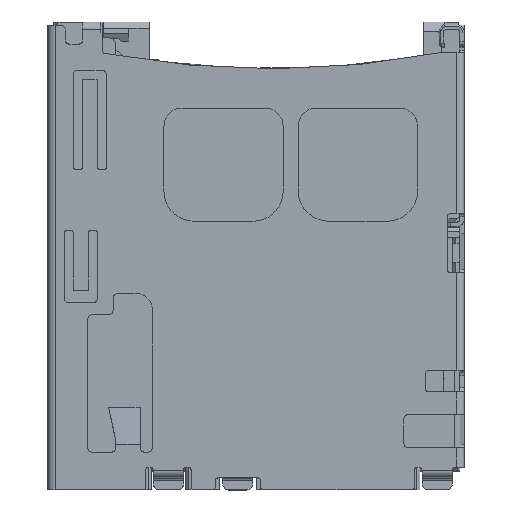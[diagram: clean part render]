
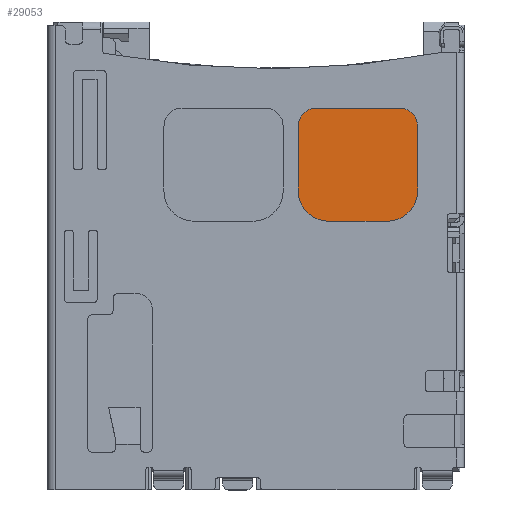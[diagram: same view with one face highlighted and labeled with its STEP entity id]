
A CAD part, top view. The second image highlights one B-rep face of the part: STEP entity #29053.
In plain terms, the highlighted planar face has unit normal (0, 0, 1).
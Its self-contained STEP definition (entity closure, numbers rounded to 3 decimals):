
#28944=CARTESIAN_POINT('',(4.2,0.15,1.65));
#28945=VERTEX_POINT('',#28944);
#28946=CARTESIAN_POINT('',(4.2,-2.0,1.65));
#28947=VERTEX_POINT('',#28946);
#28948=CARTESIAN_POINT('',(4.2,0.15,1.65));
#28949=DIRECTION('',(0.0,-1.0,0.0));
#28950=VECTOR('',#28949,2.15);
#28951=LINE('',#28948,#28950);
#28952=EDGE_CURVE('',#28945,#28947,#28951,.T.);
#28977=CARTESIAN_POINT('',(3.6,0.75,1.65));
#28978=VERTEX_POINT('',#28977);
#28985=CARTESIAN_POINT('',(3.6,0.15,1.65));
#28986=DIRECTION('',(0.0,0.0,1.0));
#28987=DIRECTION('',(1.0,0.0,0.0));
#28988=AXIS2_PLACEMENT_3D('',#28985,#28986,#28987);
#28989=CIRCLE('',#28988,0.6);
#28990=EDGE_CURVE('',#28945,#28978,#28989,.T.);
#28995=CARTESIAN_POINT('',(0.052,-3.188,1.65));
#28996=DIRECTION('',(0.0,0.0,1.0));
#28997=DIRECTION('',(1.0,0.0,0.0));
#28998=AXIS2_PLACEMENT_3D('',#28995,#28996,#28997);
#28999=PLANE('',#28998);
#29000=CARTESIAN_POINT('',(0.85,0.75,1.65));
#29001=VERTEX_POINT('',#29000);
#29002=CARTESIAN_POINT('',(0.25,0.15,1.65));
#29003=VERTEX_POINT('',#29002);
#29004=CARTESIAN_POINT('',(0.85,0.15,1.65));
#29005=DIRECTION('',(0.0,0.0,1.0));
#29006=DIRECTION('',(0.,1.0,0.0));
#29007=AXIS2_PLACEMENT_3D('',#29004,#29005,#29006);
#29008=CIRCLE('',#29007,0.6);
#29009=EDGE_CURVE('',#29001,#29003,#29008,.T.);
#29010=ORIENTED_EDGE('',*,*,#29009,.T.);
#29011=CARTESIAN_POINT('',(0.25,-2.0,1.65));
#29012=VERTEX_POINT('',#29011);
#29013=CARTESIAN_POINT('',(0.25,0.15,1.65));
#29014=DIRECTION('',(0.0,-1.0,0.0));
#29015=VECTOR('',#29014,2.15);
#29016=LINE('',#29013,#29015);
#29017=EDGE_CURVE('',#29003,#29012,#29016,.T.);
#29018=ORIENTED_EDGE('',*,*,#29017,.T.);
#29019=CARTESIAN_POINT('',(1.25,-3.,1.65));
#29020=VERTEX_POINT('',#29019);
#29021=CARTESIAN_POINT('',(1.25,-2.0,1.65));
#29022=DIRECTION('',(0.0,0.0,1.0));
#29023=DIRECTION('',(-1.0,0.,0.0));
#29024=AXIS2_PLACEMENT_3D('',#29021,#29022,#29023);
#29025=CIRCLE('',#29024,1.0);
#29026=EDGE_CURVE('',#29012,#29020,#29025,.T.);
#29027=ORIENTED_EDGE('',*,*,#29026,.T.);
#29028=CARTESIAN_POINT('',(3.2,-3.,1.65));
#29029=VERTEX_POINT('',#29028);
#29030=CARTESIAN_POINT('',(1.25,-3.,1.65));
#29031=DIRECTION('',(1.0,0.0,0.0));
#29032=VECTOR('',#29031,1.95);
#29033=LINE('',#29030,#29032);
#29034=EDGE_CURVE('',#29020,#29029,#29033,.T.);
#29035=ORIENTED_EDGE('',*,*,#29034,.T.);
#29036=CARTESIAN_POINT('',(3.2,-2.0,1.65));
#29037=DIRECTION('',(0.0,0.0,1.0));
#29038=DIRECTION('',(0.0,-1.0,0.0));
#29039=AXIS2_PLACEMENT_3D('',#29036,#29037,#29038);
#29040=CIRCLE('',#29039,1.0);
#29041=EDGE_CURVE('',#29029,#28947,#29040,.T.);
#29042=ORIENTED_EDGE('',*,*,#29041,.T.);
#29043=ORIENTED_EDGE('',*,*,#28952,.F.);
#29044=ORIENTED_EDGE('',*,*,#28990,.T.);
#29045=CARTESIAN_POINT('',(3.6,0.75,1.65));
#29046=DIRECTION('',(-1.0,0.0,0.0));
#29047=VECTOR('',#29046,2.75);
#29048=LINE('',#29045,#29047);
#29049=EDGE_CURVE('',#28978,#29001,#29048,.T.);
#29050=ORIENTED_EDGE('',*,*,#29049,.T.);
#29051=EDGE_LOOP('',(#29010,#29018,#29027,#29035,#29042,#29043,#29044,#29050));
#29052=FACE_OUTER_BOUND('',#29051,.T.);
#29053=ADVANCED_FACE('',(#29052),#28999,.T.);
